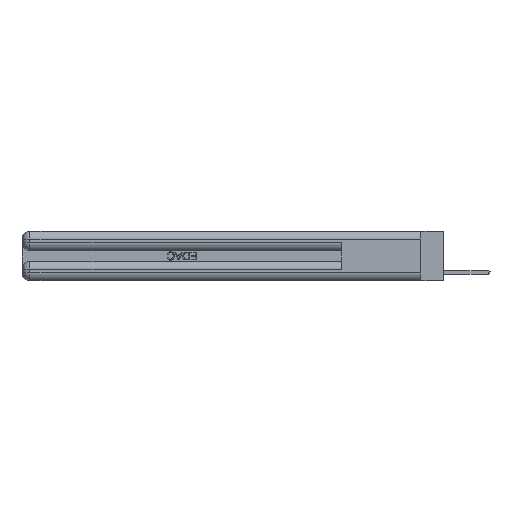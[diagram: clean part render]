
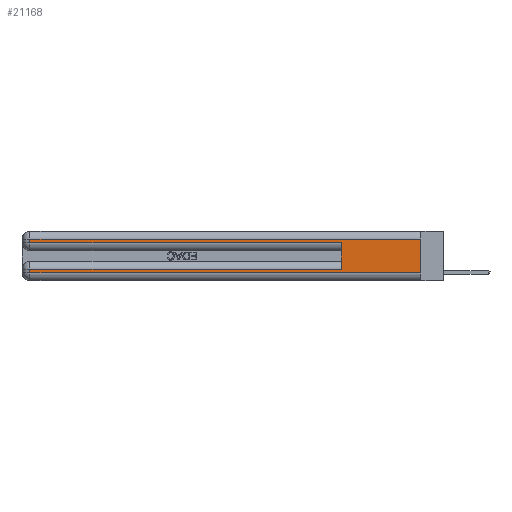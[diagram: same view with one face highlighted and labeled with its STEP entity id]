
A CAD part, left-side view. The second image highlights one B-rep face of the part: STEP entity #21168.
In plain terms, the highlighted planar face has unit normal (-1, 0, 0).
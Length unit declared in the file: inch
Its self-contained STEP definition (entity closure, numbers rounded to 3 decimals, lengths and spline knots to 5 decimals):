
#156 = EDGE_CURVE ( 'NONE', #12976, #21905, #11387, .T. ) ;
#824 = ORIENTED_EDGE ( 'NONE', *, *, #5804, .T. ) ;
#3301 = LINE ( 'NONE', #17175, #26143 ) ;
#3465 = VERTEX_POINT ( 'NONE', #27212 ) ;
#3809 = CARTESIAN_POINT ( 'NONE',  ( 0., 0., 0.085 ) ) ;
#4952 = DIRECTION ( 'NONE',  ( 1., 0., 0. ) ) ;
#5330 = EDGE_LOOP ( 'NONE', ( #23849, #28858, #27962, #23962, #30221, #824, #10762, #29616 ) ) ;
#5804 = EDGE_CURVE ( 'NONE', #8196, #12599, #11624, .T. ) ;
#6234 = CARTESIAN_POINT ( 'NONE',  ( 0., 2.94, 0.285 ) ) ;
#8196 = VERTEX_POINT ( 'NONE', #13764 ) ;
#8489 = DIRECTION ( 'NONE',  ( 0., 0., -1. ) ) ;
#8817 = CARTESIAN_POINT ( 'NONE',  ( 0., 2.94, 0.37 ) ) ;
#8851 = DIRECTION ( 'NONE',  ( 0., 1., 0. ) ) ;
#9148 = EDGE_CURVE ( 'NONE', #12599, #31782, #27277, .T. ) ;
#9335 = LINE ( 'NONE', #20076, #27501 ) ;
#9567 = EDGE_CURVE ( 'NONE', #12976, #23255, #16156, .T. ) ;
#9938 = EDGE_CURVE ( 'NONE', #8196, #3465, #13004, .T. ) ;
#10066 = VERTEX_POINT ( 'NONE', #6234 ) ;
#10087 = EDGE_CURVE ( 'NONE', #23255, #10066, #21977, .T. ) ;
#10762 = ORIENTED_EDGE ( 'NONE', *, *, #9148, .T. ) ;
#10959 = CARTESIAN_POINT ( 'NONE',  ( 0., 0., 0.31 ) ) ;
#11387 = LINE ( 'NONE', #30292, #15437 ) ;
#11624 = LINE ( 'NONE', #3809, #13275 ) ;
#12100 = DIRECTION ( 'NONE',  ( 0., -1., 0. ) ) ;
#12599 = VERTEX_POINT ( 'NONE', #21754 ) ;
#12920 = VECTOR ( 'NONE', #17219, 39.37008 ) ;
#12926 = DIRECTION ( 'NONE',  ( 0., 0., -1. ) ) ;
#12976 = VERTEX_POINT ( 'NONE', #18613 ) ;
#13004 = LINE ( 'NONE', #13348, #17984 ) ;
#13275 = VECTOR ( 'NONE', #8851, 39.37008 ) ;
#13348 = CARTESIAN_POINT ( 'NONE',  ( 0., 0.6, 0.145 ) ) ;
#13723 = DIRECTION ( 'NONE',  ( 0., -1., 0. ) ) ;
#13764 = CARTESIAN_POINT ( 'NONE',  ( 0., 0.6, 0.085 ) ) ;
#15437 = VECTOR ( 'NONE', #21789, 39.37008 ) ;
#15693 = FACE_OUTER_BOUND ( 'NONE', #5330, .T. ) ;
#16156 = LINE ( 'NONE', #10959, #21302 ) ;
#17175 = CARTESIAN_POINT ( 'NONE',  ( 0., 0., 0.06 ) ) ;
#17219 = DIRECTION ( 'NONE',  ( 0., 0., -1. ) ) ;
#17273 = CARTESIAN_POINT ( 'NONE',  ( 0., 2.94, 0.31 ) ) ;
#17588 = AXIS2_PLACEMENT_3D ( 'NONE', #34260, #4952, #12926 ) ;
#17984 = VECTOR ( 'NONE', #23922, 39.37008 ) ;
#18613 = CARTESIAN_POINT ( 'NONE',  ( 0., 0., 0.31 ) ) ;
#18919 = EDGE_CURVE ( 'NONE', #31782, #21905, #3301, .T. ) ;
#20076 = CARTESIAN_POINT ( 'NONE',  ( 0., 0., 0.285 ) ) ;
#20544 = PLANE ( 'NONE',  #17588 ) ;
#20573 = EDGE_CURVE ( 'NONE', #10066, #3465, #9335, .T. ) ;
#21168 = ADVANCED_FACE ( 'NONE', ( #15693 ), #20544, .F. ) ;
#21302 = VECTOR ( 'NONE', #21529, 39.37008 ) ;
#21529 = DIRECTION ( 'NONE',  ( 0., 1., 0. ) ) ;
#21754 = CARTESIAN_POINT ( 'NONE',  ( 0., 2.94, 0.085 ) ) ;
#21789 = DIRECTION ( 'NONE',  ( 0., 0., -1. ) ) ;
#21905 = VERTEX_POINT ( 'NONE', #29103 ) ;
#21977 = LINE ( 'NONE', #8817, #28514 ) ;
#23255 = VERTEX_POINT ( 'NONE', #17273 ) ;
#23849 = ORIENTED_EDGE ( 'NONE', *, *, #156, .F. ) ;
#23922 = DIRECTION ( 'NONE',  ( 0., 0., 1. ) ) ;
#23962 = ORIENTED_EDGE ( 'NONE', *, *, #20573, .T. ) ;
#26143 = VECTOR ( 'NONE', #13723, 39.37008 ) ;
#27212 = CARTESIAN_POINT ( 'NONE',  ( 0., 0.6, 0.285 ) ) ;
#27277 = LINE ( 'NONE', #30406, #12920 ) ;
#27501 = VECTOR ( 'NONE', #12100, 39.37008 ) ;
#27904 = CARTESIAN_POINT ( 'NONE',  ( 0., 2.94, 0.06 ) ) ;
#27962 = ORIENTED_EDGE ( 'NONE', *, *, #10087, .T. ) ;
#28514 = VECTOR ( 'NONE', #8489, 39.37008 ) ;
#28858 = ORIENTED_EDGE ( 'NONE', *, *, #9567, .T. ) ;
#29103 = CARTESIAN_POINT ( 'NONE',  ( 0., 0., 0.06 ) ) ;
#29616 = ORIENTED_EDGE ( 'NONE', *, *, #18919, .T. ) ;
#30221 = ORIENTED_EDGE ( 'NONE', *, *, #9938, .F. ) ;
#30292 = CARTESIAN_POINT ( 'NONE',  ( 0., 0., 0.37 ) ) ;
#30406 = CARTESIAN_POINT ( 'NONE',  ( 0., 2.94, 0.37 ) ) ;
#31782 = VERTEX_POINT ( 'NONE', #27904 ) ;
#34260 = CARTESIAN_POINT ( 'NONE',  ( 0., 0., 0.37 ) ) ;
